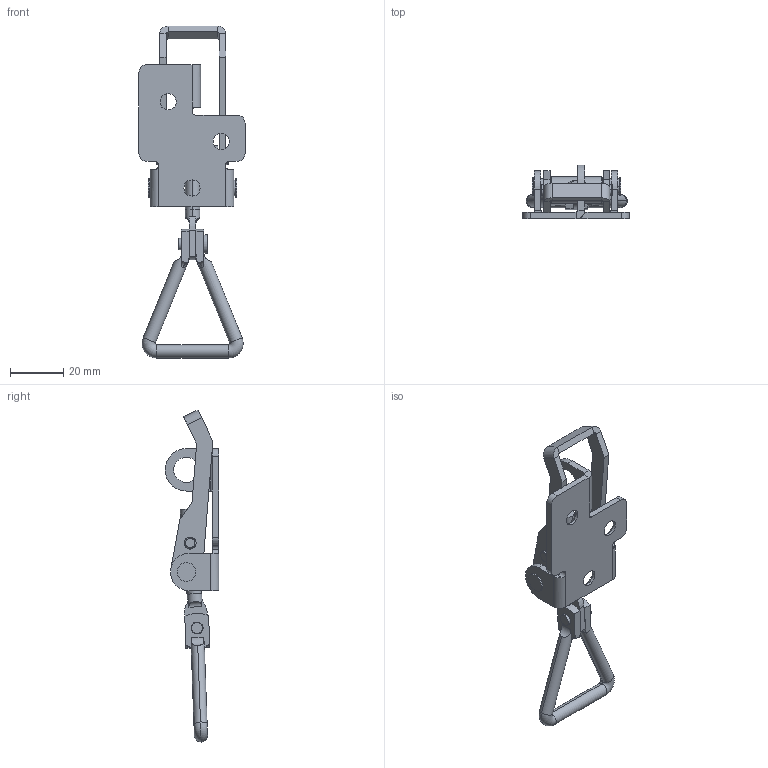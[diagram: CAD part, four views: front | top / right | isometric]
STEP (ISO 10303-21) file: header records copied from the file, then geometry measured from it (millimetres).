
FILE_DESCRIPTION (( 'STEP AP214' ), '1' );
FILE_NAME ('D12193.STEP', '2016-12-21T14:17:51', ( '' ), ( '' ), 'SwSTEP 2.0', 'SolidWorks 2015', '' );
FILE_SCHEMA (( 'AUTOMOTIVE_DESIGN' ));
Length unit declared in the file: millimetre
Products named in the file (8): D12193; skruv till ledad öggla; ring till ledad öggla; nitöggla; rulle; nit; bygel; Platta
Assembly tree (8 placements, depth 2):
  D12193
    Platta
    bygel
    nit  x2
    rulle
    nitöggla
    ring till ledad öggla
    skruv till ledad öggla
Bounding box: 40 x 20.24 x 125.17 mm (x, y, z)
Volume: 13435.9 mm3; surface area: 13162.6 mm2
Topology: 8 solids, 8 shells, 216 faces, 511 edges, 313 vertices
Faces by surface type: cylinder 100, plane 88, torus 12, cone 10, bspline 6
Entity records: 6851 total; most frequent: CARTESIAN_POINT 1638, DIRECTION 1083, ORIENTED_EDGE 978, EDGE_CURVE 489, AXIS2_PLACEMENT_3D 416, VERTEX_POINT 301, VECTOR 251, LINE 251
